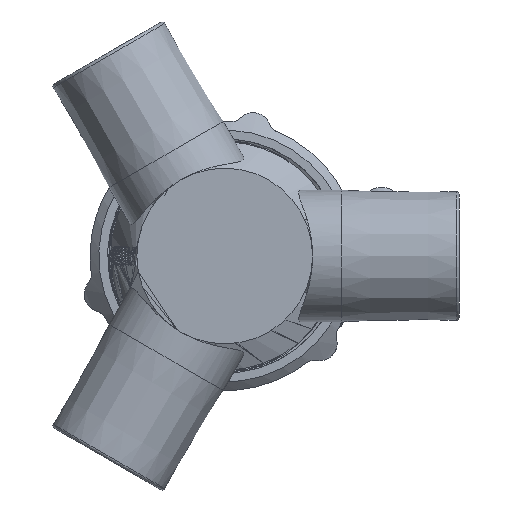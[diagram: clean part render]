
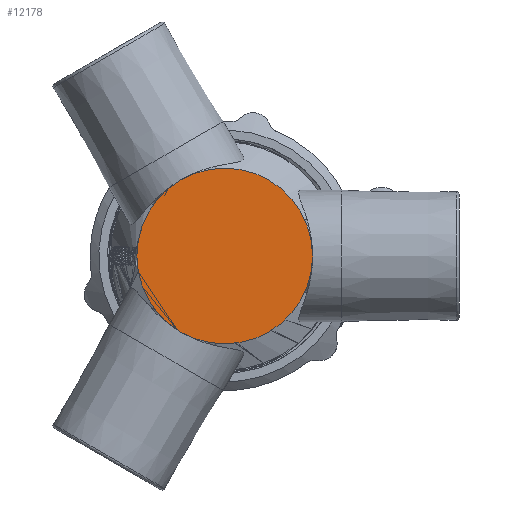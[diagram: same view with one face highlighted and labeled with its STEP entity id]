
A CAD part, front view. The second image highlights one B-rep face of the part: STEP entity #12178.
In plain terms, the highlighted planar face has unit normal (0, -1, 0).
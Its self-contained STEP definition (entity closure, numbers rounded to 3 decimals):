
#239=PLANE('',#12986);
#1728=CIRCLE('',#12837,15.001);
#1729=CIRCLE('',#12838,15.001);
#1730=CIRCLE('',#12839,15.001);
#1735=CIRCLE('',#12866,15.001);
#2088=FACE_OUTER_BOUND('',#2798,.T.);
#2798=EDGE_LOOP('',(#9095,#9096,#9097,#9098));
#4885=VERTEX_POINT('',#15177);
#4886=VERTEX_POINT('',#15178);
#4888=VERTEX_POINT('',#15225);
#4890=VERTEX_POINT('',#15272);
#6163=EDGE_CURVE('',#4885,#4886,#1728,.T.);
#6166=EDGE_CURVE('',#4888,#4885,#1729,.T.);
#6169=EDGE_CURVE('',#4890,#4888,#1730,.T.);
#6300=EDGE_CURVE('',#4886,#4890,#1735,.T.);
#9095=ORIENTED_EDGE('',*,*,#6163,.T.);
#9096=ORIENTED_EDGE('',*,*,#6300,.T.);
#9097=ORIENTED_EDGE('',*,*,#6169,.T.);
#9098=ORIENTED_EDGE('',*,*,#6166,.T.);
#12178=ADVANCED_FACE('',(#2088),#239,.T.);
#12837=AXIS2_PLACEMENT_3D('',#15179,#13387,#13388);
#12838=AXIS2_PLACEMENT_3D('',#15226,#13389,#13390);
#12839=AXIS2_PLACEMENT_3D('',#15273,#13391,#13392);
#12866=AXIS2_PLACEMENT_3D('',#16722,#13458,#13459);
#12986=AXIS2_PLACEMENT_3D('',#21156,#13834,#13835);
#13387=DIRECTION('center_axis',(0.,-1.,0.));
#13388=DIRECTION('ref_axis',(1.,0.,0.));
#13389=DIRECTION('center_axis',(0.,-1.,0.));
#13390=DIRECTION('ref_axis',(1.,0.,0.));
#13391=DIRECTION('center_axis',(0.,-1.,0.));
#13392=DIRECTION('ref_axis',(1.,0.,0.));
#13458=DIRECTION('center_axis',(0.,-1.,0.));
#13459=DIRECTION('ref_axis',(1.,0.,0.));
#13834=DIRECTION('center_axis',(0.,-1.,0.));
#13835=DIRECTION('ref_axis',(0.,0.,-1.));
#15177=CARTESIAN_POINT('',(15.001,-11.25,0.));
#15178=CARTESIAN_POINT('',(-7.501,-11.25,12.992));
#15179=CARTESIAN_POINT('Origin',(0.,-11.25,0.));
#15225=CARTESIAN_POINT('',(-7.501,-11.25,-12.992));
#15226=CARTESIAN_POINT('Origin',(0.,-11.25,0.));
#15272=CARTESIAN_POINT('',(-15.001,-11.25,0.));
#15273=CARTESIAN_POINT('Origin',(0.,-11.25,0.));
#16722=CARTESIAN_POINT('Origin',(0.,-11.25,0.));
#21156=CARTESIAN_POINT('Origin',(0.,-11.25,0.));
